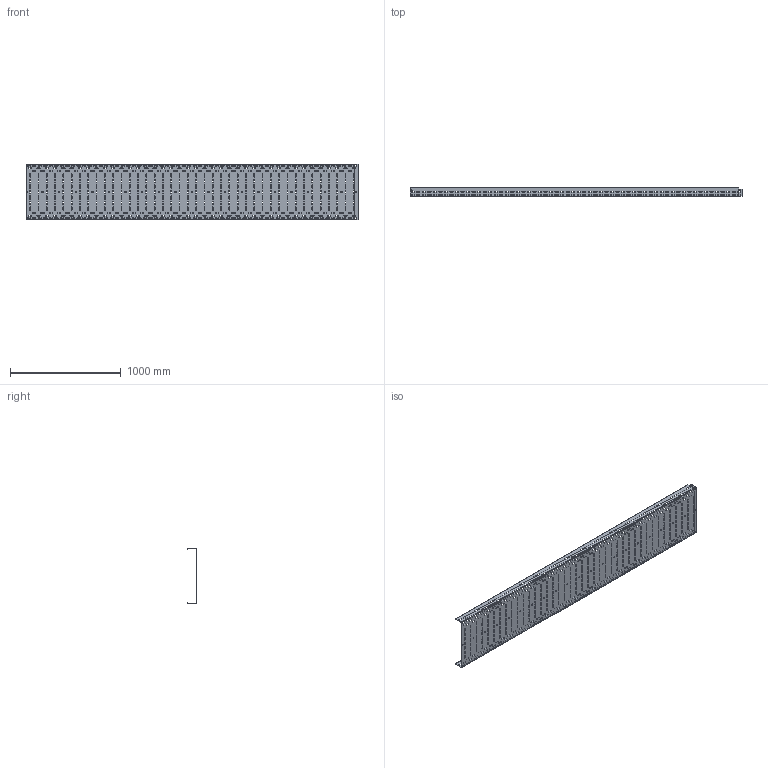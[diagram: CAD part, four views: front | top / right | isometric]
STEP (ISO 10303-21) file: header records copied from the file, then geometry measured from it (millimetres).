
FILE_DESCRIPTION (( 'STEP AP203' ), '1' );
FILE_NAME ('CLP10-080-500-3 Ëîòîê ïåðôîðèðîâàííûé 80õ500õ3000 ÈÝÊ.STEP', '2016-02-04T09:36:59', ( '' ), ( '' ), 'SwSTEP 2.0', 'SolidWorks 2014', '' );
FILE_SCHEMA (( 'CONFIG_CONTROL_DESIGN' ));
Products named in the file (1): CLP10-080-500-3 Ëîòîê ïåðôîðèðîâàííûé 80õ500õ3000 ÈÝÊ
Bounding box: 3000 x 80 x 500 mm (x, y, z)
Volume: 2219899 mm3; surface area: 3775331.3 mm2
Topology: 1 solids, 1 shells, 3287 faces, 9922 edges, 6621 vertices
Faces by surface type: plane 1664, cylinder 1623
Full cylindrical faces by diameter (mm): 11 x19
Entity records: 115317 total; most frequent: CARTESIAN_POINT 19774, ORIENTED_EDGE 19768, DIRECTION 19706, EDGE_CURVE 9884, LINE 6638, VECTOR 6638, VERTEX_POINT 6602, AXIS2_PLACEMENT_3D 6534
